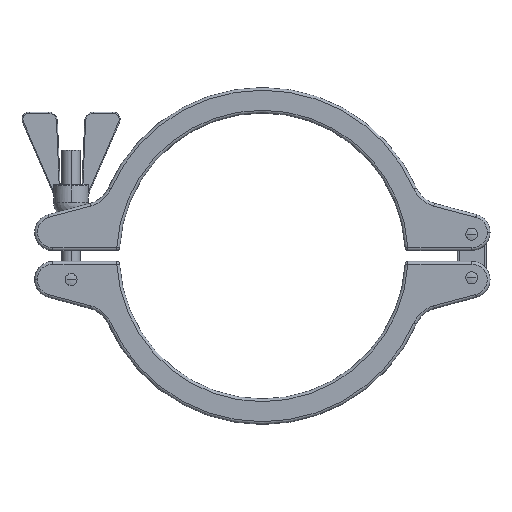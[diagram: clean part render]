
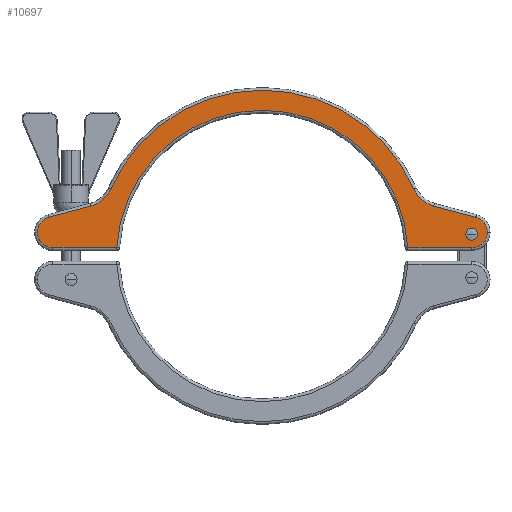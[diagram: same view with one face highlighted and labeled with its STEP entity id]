
A CAD part, top view. The second image highlights one B-rep face of the part: STEP entity #10697.
In plain terms, the highlighted planar face has unit normal (0, 0, 1).
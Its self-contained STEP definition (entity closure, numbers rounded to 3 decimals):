
#52 = CARTESIAN_POINT ( 'NONE',  ( 115., 13., 12. ) ) ;
#356 = AXIS2_PLACEMENT_3D ( 'NONE', #7082, #7247, #12316 ) ;
#430 = CARTESIAN_POINT ( 'NONE',  ( 79.873, 4.5, 12. ) ) ;
#533 = CARTESIAN_POINT ( 'NONE',  ( 0., 0., 12. ) ) ;
#614 = DIRECTION ( 'NONE',  ( 1., 0., 0. ) ) ;
#829 = VERTEX_POINT ( 'NONE', #8454 ) ;
#895 = DIRECTION ( 'NONE',  ( 1., 0., 0. ) ) ;
#1020 = PLANE ( 'NONE',  #2951 ) ;
#1769 = CIRCLE ( 'NONE', #4465, 8.5 ) ;
#1836 = CARTESIAN_POINT ( 'NONE',  ( 0., 0., 12. ) ) ;
#1841 = VECTOR ( 'NONE', #3614, 1000. ) ;
#2001 = CARTESIAN_POINT ( 'NONE',  ( 94.108, 27.398, 12. ) ) ;
#2418 = CARTESIAN_POINT ( 'NONE',  ( 115., 12., 12. ) ) ;
#2507 = DIRECTION ( 'NONE',  ( 1., 0., 0. ) ) ;
#2573 = EDGE_CURVE ( 'NONE', #9509, #9970, #15523, .T. ) ;
#2630 = VERTEX_POINT ( 'NONE', #6340 ) ;
#2951 = AXIS2_PLACEMENT_3D ( 'NONE', #14996, #6165, #11087 ) ;
#3489 = CARTESIAN_POINT ( 'NONE',  ( -98.378, 43.336, 12. ) ) ;
#3533 = ORIENTED_EDGE ( 'NONE', *, *, #9476, .T. ) ;
#3554 = FACE_OUTER_BOUND ( 'NONE', #7770, .T. ) ;
#3614 = DIRECTION ( 'NONE',  ( 1., 0., 0. ) ) ;
#3667 = LINE ( 'NONE', #13864, #6022 ) ;
#3859 = CIRCLE ( 'NONE', #7632, 8.5 ) ;
#4209 = EDGE_CURVE ( 'NONE', #9970, #7978, #3667, .T. ) ;
#4310 = EDGE_LOOP ( 'NONE', ( #6563, #14820 ) ) ;
#4412 = CARTESIAN_POINT ( 'NONE',  ( 98.378, 43.336, 12. ) ) ;
#4445 = DIRECTION ( 'NONE',  ( 0., 0., 1. ) ) ;
#4465 = AXIS2_PLACEMENT_3D ( 'NONE', #14550, #4445, #13303 ) ;
#4513 = AXIS2_PLACEMENT_3D ( 'NONE', #4412, #5928, #614 ) ;
#4608 = EDGE_CURVE ( 'NONE', #14687, #15587, #6288, .T. ) ;
#4614 = CARTESIAN_POINT ( 'NONE',  ( -115., 4.5, 12. ) ) ;
#4636 = DIRECTION ( 'NONE',  ( 0., 0., 1. ) ) ;
#4795 = CARTESIAN_POINT ( 'NONE',  ( 111.7, 12., 12. ) ) ;
#4827 = DIRECTION ( 'NONE',  ( 1., 0., 0. ) ) ;
#4875 = CARTESIAN_POINT ( 'NONE',  ( 115., 12., 12. ) ) ;
#4993 = VECTOR ( 'NONE', #10969, 1000. ) ;
#5067 = ORIENTED_EDGE ( 'NONE', *, *, #4209, .T. ) ;
#5709 = DIRECTION ( 'NONE',  ( 0., 0., -1. ) ) ;
#5844 = ORIENTED_EDGE ( 'NONE', *, *, #9058, .T. ) ;
#5928 = DIRECTION ( 'NONE',  ( 0., 0., -1. ) ) ;
#6022 = VECTOR ( 'NONE', #9796, 1000. ) ;
#6165 = DIRECTION ( 'NONE',  ( 0., 0., 1. ) ) ;
#6288 = CIRCLE ( 'NONE', #15608, 3.3 ) ;
#6340 = CARTESIAN_POINT ( 'NONE',  ( 115., 4.5, 12. ) ) ;
#6347 = VERTEX_POINT ( 'NONE', #9619 ) ;
#6563 = ORIENTED_EDGE ( 'NONE', *, *, #4608, .F. ) ;
#7082 = CARTESIAN_POINT ( 'NONE',  ( 115., 13., 12. ) ) ;
#7247 = DIRECTION ( 'NONE',  ( 0., 0., 1. ) ) ;
#7413 = VERTEX_POINT ( 'NONE', #9575 ) ;
#7419 = EDGE_CURVE ( 'NONE', #10897, #2630, #8249, .T. ) ;
#7552 = DIRECTION ( 'NONE',  ( 0., 0., 1. ) ) ;
#7632 = AXIS2_PLACEMENT_3D ( 'NONE', #52, #7552, #10126 ) ;
#7770 = EDGE_LOOP ( 'NONE', ( #12309, #13372, #12529, #14643, #9750, #3533, #5844, #9387, #13292, #5067, #9685 ) ) ;
#7978 = VERTEX_POINT ( 'NONE', #10446 ) ;
#8249 = LINE ( 'NONE', #10976, #15643 ) ;
#8362 = AXIS2_PLACEMENT_3D ( 'NONE', #3489, #13527, #4827 ) ;
#8454 = CARTESIAN_POINT ( 'NONE',  ( -79.873, 4.5, 12. ) ) ;
#8527 = AXIS2_PLACEMENT_3D ( 'NONE', #533, #15848, #12268 ) ;
#8639 = CIRCLE ( 'NONE', #13185, 80. ) ;
#8937 = AXIS2_PLACEMENT_3D ( 'NONE', #4875, #4636, #15054 ) ;
#9057 = EDGE_CURVE ( 'NONE', #12912, #9509, #10654, .T. ) ;
#9058 = EDGE_CURVE ( 'NONE', #7413, #12912, #9602, .T. ) ;
#9069 = LINE ( 'NONE', #12728, #1841 ) ;
#9387 = ORIENTED_EDGE ( 'NONE', *, *, #9057, .T. ) ;
#9427 = VERTEX_POINT ( 'NONE', #4614 ) ;
#9476 = EDGE_CURVE ( 'NONE', #6347, #7413, #10809, .T. ) ;
#9509 = VERTEX_POINT ( 'NONE', #13552 ) ;
#9575 = CARTESIAN_POINT ( 'NONE',  ( 94.108, 27.398, 12. ) ) ;
#9602 = CIRCLE ( 'NONE', #4513, 16.5 ) ;
#9619 = CARTESIAN_POINT ( 'NONE',  ( 117.2, 21.21, 12. ) ) ;
#9685 = ORIENTED_EDGE ( 'NONE', *, *, #15504, .T. ) ;
#9750 = ORIENTED_EDGE ( 'NONE', *, *, #12270, .T. ) ;
#9796 = DIRECTION ( 'NONE',  ( -0.966, -0.259, 0. ) ) ;
#9970 = VERTEX_POINT ( 'NONE', #11045 ) ;
#10040 = EDGE_CURVE ( 'NONE', #829, #10897, #8639, .T. ) ;
#10126 = DIRECTION ( 'NONE',  ( 1., 0., 0. ) ) ;
#10446 = CARTESIAN_POINT ( 'NONE',  ( -117.2, 21.21, 12. ) ) ;
#10654 = CIRCLE ( 'NONE', #8527, 91. ) ;
#10697 = ADVANCED_FACE ( 'NONE', ( #3554, #11013 ), #1020, .T. ) ;
#10809 = LINE ( 'NONE', #2001, #4993 ) ;
#10813 = DIRECTION ( 'NONE',  ( 1., 0., 0. ) ) ;
#10814 = CIRCLE ( 'NONE', #8937, 3.3 ) ;
#10897 = VERTEX_POINT ( 'NONE', #430 ) ;
#10969 = DIRECTION ( 'NONE',  ( -0.966, 0.259, 0. ) ) ;
#10976 = CARTESIAN_POINT ( 'NONE',  ( 115., 4.5, 12. ) ) ;
#11013 = FACE_BOUND ( 'NONE', #4310, .T. ) ;
#11045 = CARTESIAN_POINT ( 'NONE',  ( -94.108, 27.398, 12. ) ) ;
#11087 = DIRECTION ( 'NONE',  ( 1., 0., 0. ) ) ;
#11114 = EDGE_CURVE ( 'NONE', #9427, #829, #9069, .T. ) ;
#11664 = EDGE_CURVE ( 'NONE', #15587, #14687, #10814, .T. ) ;
#11676 = EDGE_CURVE ( 'NONE', #2630, #12256, #12926, .T. ) ;
#12256 = VERTEX_POINT ( 'NONE', #13876 ) ;
#12268 = DIRECTION ( 'NONE',  ( 1., 0., 0. ) ) ;
#12270 = EDGE_CURVE ( 'NONE', #12256, #6347, #3859, .T. ) ;
#12309 = ORIENTED_EDGE ( 'NONE', *, *, #11114, .T. ) ;
#12316 = DIRECTION ( 'NONE',  ( 1., 0., 0. ) ) ;
#12388 = DIRECTION ( 'NONE',  ( 0., 0., 1. ) ) ;
#12529 = ORIENTED_EDGE ( 'NONE', *, *, #7419, .T. ) ;
#12728 = CARTESIAN_POINT ( 'NONE',  ( -78.443, 4.5, 12. ) ) ;
#12912 = VERTEX_POINT ( 'NONE', #13102 ) ;
#12926 = CIRCLE ( 'NONE', #356, 8.5 ) ;
#13102 = CARTESIAN_POINT ( 'NONE',  ( 83.278, 36.684, 12. ) ) ;
#13185 = AXIS2_PLACEMENT_3D ( 'NONE', #1836, #5709, #10813 ) ;
#13292 = ORIENTED_EDGE ( 'NONE', *, *, #2573, .T. ) ;
#13303 = DIRECTION ( 'NONE',  ( 1., 0., 0. ) ) ;
#13372 = ORIENTED_EDGE ( 'NONE', *, *, #10040, .T. ) ;
#13527 = DIRECTION ( 'NONE',  ( 0., 0., -1. ) ) ;
#13552 = CARTESIAN_POINT ( 'NONE',  ( -83.278, 36.684, 12. ) ) ;
#13699 = CARTESIAN_POINT ( 'NONE',  ( 118.3, 12., 12. ) ) ;
#13864 = CARTESIAN_POINT ( 'NONE',  ( -117.2, 21.21, 12. ) ) ;
#13876 = CARTESIAN_POINT ( 'NONE',  ( 123.5, 13., 12. ) ) ;
#14550 = CARTESIAN_POINT ( 'NONE',  ( -115., 13., 12. ) ) ;
#14643 = ORIENTED_EDGE ( 'NONE', *, *, #11676, .T. ) ;
#14687 = VERTEX_POINT ( 'NONE', #4795 ) ;
#14820 = ORIENTED_EDGE ( 'NONE', *, *, #11664, .F. ) ;
#14996 = CARTESIAN_POINT ( 'NONE',  ( 0., 0., 12. ) ) ;
#15054 = DIRECTION ( 'NONE',  ( 1., 0., 0. ) ) ;
#15504 = EDGE_CURVE ( 'NONE', #7978, #9427, #1769, .T. ) ;
#15523 = CIRCLE ( 'NONE', #8362, 16.5 ) ;
#15587 = VERTEX_POINT ( 'NONE', #13699 ) ;
#15608 = AXIS2_PLACEMENT_3D ( 'NONE', #2418, #12388, #2507 ) ;
#15643 = VECTOR ( 'NONE', #895, 1000. ) ;
#15848 = DIRECTION ( 'NONE',  ( 0., 0., 1. ) ) ;
